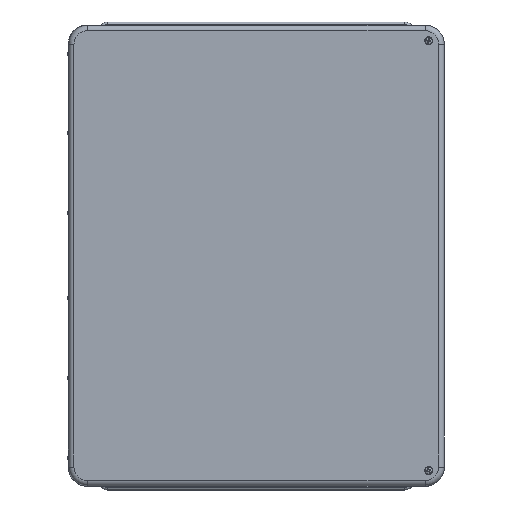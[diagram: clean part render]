
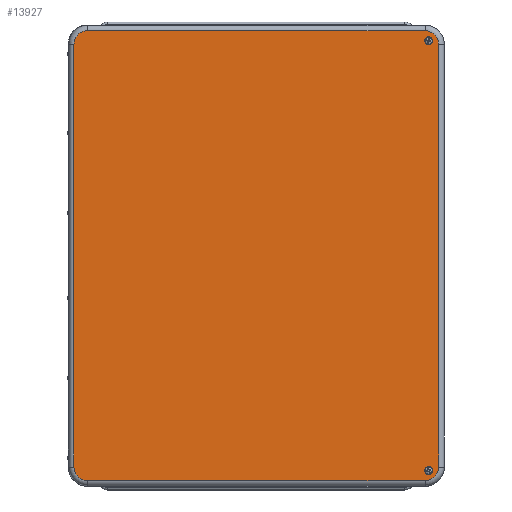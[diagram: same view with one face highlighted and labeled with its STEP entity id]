
A CAD part, top view. The second image highlights one B-rep face of the part: STEP entity #13927.
In plain terms, the highlighted planar face has unit normal (0, 0, 1).
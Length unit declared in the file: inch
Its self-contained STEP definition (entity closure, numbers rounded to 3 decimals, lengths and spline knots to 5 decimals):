
#1205=LINE($,#24394,#2239);
#1207=LINE($,#24414,#2241);
#1210=LINE($,#24421,#2244);
#1212=LINE($,#24436,#2246);
#2239=VECTOR($,#19264,15.87027);
#2241=VECTOR($,#19288,19.87027);
#2244=VECTOR($,#19295,19.87027);
#2246=VECTOR($,#19315,15.87027);
#2631=PLANE($,#15408);
#3077=FACE_BOUND($,#5324,.T.);
#3078=FACE_BOUND($,#5325,.T.);
#4153=FACE_OUTER_BOUND($,#5323,.T.);
#5323=EDGE_LOOP($,(#12724,#12725,#12726,#12727,#12728,#12729,#12730,#12731));
#5324=EDGE_LOOP($,(#12732));
#5325=EDGE_LOOP($,(#12733));
#6113=CIRCLE($,#15325,0.117);
#6115=CIRCLE($,#15328,0.117);
#6137=CIRCLE($,#15383,0.63646);
#6141=CIRCLE($,#15388,0.63646);
#6145=CIRCLE($,#15395,0.63646);
#6149=CIRCLE($,#15400,0.63646);
#7397=VERTEX_POINT($,#24285);
#7399=VERTEX_POINT($,#24290);
#7434=VERTEX_POINT($,#24391);
#7435=VERTEX_POINT($,#24393);
#7438=VERTEX_POINT($,#24400);
#7439=VERTEX_POINT($,#24405);
#7442=VERTEX_POINT($,#24412);
#7443=VERTEX_POINT($,#24417);
#7446=VERTEX_POINT($,#24424);
#7447=VERTEX_POINT($,#24429);
#9181=EDGE_CURVE($,#7397,#7397,#6113,.T.);
#9183=EDGE_CURVE($,#7399,#7399,#6115,.T.);
#9230=EDGE_CURVE($,#7434,#7435,#1205,.T.);
#9234=EDGE_CURVE($,#7438,#7434,#6137,.T.);
#9238=EDGE_CURVE($,#7435,#7439,#6141,.T.);
#9240=EDGE_CURVE($,#7442,#7438,#1207,.T.);
#9244=EDGE_CURVE($,#7439,#7443,#1210,.T.);
#9246=EDGE_CURVE($,#7446,#7442,#6145,.T.);
#9250=EDGE_CURVE($,#7443,#7447,#6149,.T.);
#9252=EDGE_CURVE($,#7447,#7446,#1212,.T.);
#12724=ORIENTED_EDGE($,*,*,#9230,.F.);
#12725=ORIENTED_EDGE($,*,*,#9234,.F.);
#12726=ORIENTED_EDGE($,*,*,#9240,.F.);
#12727=ORIENTED_EDGE($,*,*,#9246,.F.);
#12728=ORIENTED_EDGE($,*,*,#9252,.F.);
#12729=ORIENTED_EDGE($,*,*,#9250,.F.);
#12730=ORIENTED_EDGE($,*,*,#9244,.F.);
#12731=ORIENTED_EDGE($,*,*,#9238,.F.);
#12732=ORIENTED_EDGE($,*,*,#9181,.T.);
#12733=ORIENTED_EDGE($,*,*,#9183,.T.);
#13927=ADVANCED_FACE($,(#4153,#3077,#3078),#2631,.T.);
#15325=AXIS2_PLACEMENT_3D($,#24286,#19139,#19140);
#15328=AXIS2_PLACEMENT_3D($,#24291,#19145,#19146);
#15383=AXIS2_PLACEMENT_3D($,#24402,#19272,#19273);
#15388=AXIS2_PLACEMENT_3D($,#24409,#19282,#19283);
#15395=AXIS2_PLACEMENT_3D($,#24426,#19300,#19301);
#15400=AXIS2_PLACEMENT_3D($,#24433,#19310,#19311);
#15408=AXIS2_PLACEMENT_3D($,#24455,#19335,#19336);
#19139=DIRECTION('center_axis',(0.,0.,-1.));
#19140=DIRECTION('ref_axis',(1.,0.,0.));
#19145=DIRECTION('center_axis',(0.,0.,-1.));
#19146=DIRECTION('ref_axis',(1.,0.,0.));
#19264=DIRECTION($,(1.,0.,0.));
#19272=DIRECTION('center_axis',(0.,0.,-1.));
#19273=DIRECTION('ref_axis',(-0.707,0.707,0.));
#19282=DIRECTION('center_axis',(0.,0.,-1.));
#19283=DIRECTION('ref_axis',(0.707,0.707,0.));
#19288=DIRECTION($,(0.,1.,0.));
#19295=DIRECTION($,(0.,-1.,0.));
#19300=DIRECTION('center_axis',(0.,0.,-1.));
#19301=DIRECTION('ref_axis',(-0.707,-0.707,0.));
#19310=DIRECTION('center_axis',(0.,0.,-1.));
#19311=DIRECTION('ref_axis',(0.707,-0.707,0.));
#19315=DIRECTION($,(-1.,0.,0.));
#19335=DIRECTION('center_axis',(0.,0.,1.));
#19336=DIRECTION('ref_axis',(1.,0.,0.));
#24285=CARTESIAN_POINT('',(8.2185,-10.1015,0.8125));
#24286=CARTESIAN_POINT('Origin',(8.1015,-10.1015,0.8125));
#24290=CARTESIAN_POINT('',(8.2185,10.1015,0.8125));
#24291=CARTESIAN_POINT('Origin',(8.1015,10.1015,0.8125));
#24391=CARTESIAN_POINT('',(-7.93514,10.5716,0.8125));
#24393=CARTESIAN_POINT('',(7.93514,10.5716,0.8125));
#24394=CARTESIAN_POINT($,(-7.93514,10.5716,0.8125));
#24400=CARTESIAN_POINT('',(-8.5716,9.93514,0.8125));
#24402=CARTESIAN_POINT('Origin',(-7.93514,9.93514,0.8125));
#24405=CARTESIAN_POINT('',(8.5716,9.93514,0.8125));
#24409=CARTESIAN_POINT('Origin',(7.93514,9.93514,0.8125));
#24412=CARTESIAN_POINT('',(-8.5716,-9.93514,0.8125));
#24414=CARTESIAN_POINT($,(-8.5716,-9.93514,0.8125));
#24417=CARTESIAN_POINT('',(8.5716,-9.93514,0.8125));
#24421=CARTESIAN_POINT($,(8.5716,9.93514,0.8125));
#24424=CARTESIAN_POINT('',(-7.93514,-10.5716,0.8125));
#24426=CARTESIAN_POINT('Origin',(-7.93514,-9.93514,0.8125));
#24429=CARTESIAN_POINT('',(7.93514,-10.5716,0.8125));
#24433=CARTESIAN_POINT('Origin',(7.93514,-9.93514,0.8125));
#24436=CARTESIAN_POINT($,(7.93514,-10.5716,0.8125));
#24455=CARTESIAN_POINT('Origin',(0.,0.,0.8125));
